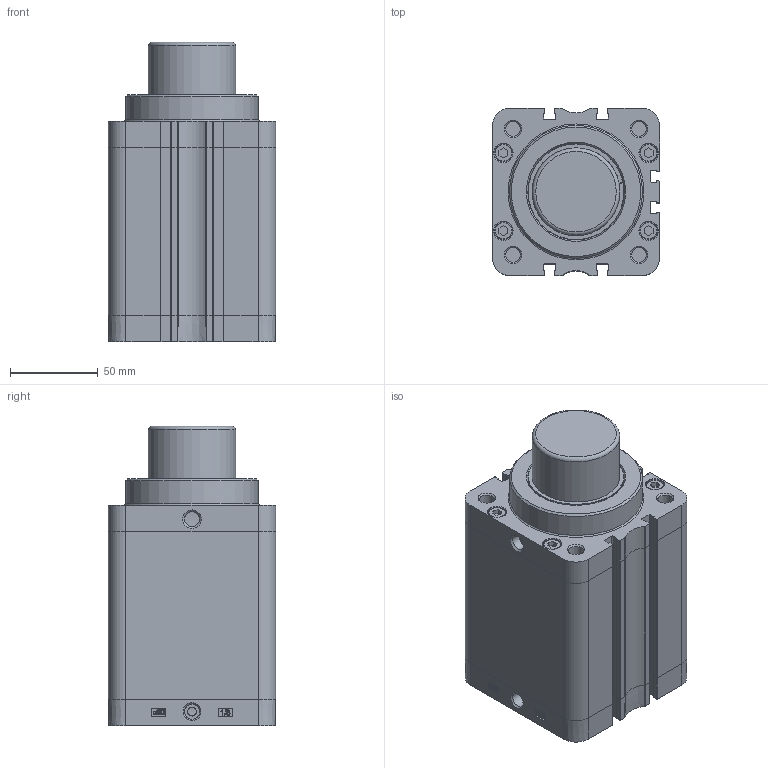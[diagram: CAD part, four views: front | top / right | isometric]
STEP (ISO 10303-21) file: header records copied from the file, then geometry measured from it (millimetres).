
FILE_DESCRIPTION (( 'STEP AP214' ), '1' );
FILE_NAME ('NYSE-080-030-280_Airtec.step', '2018-12-11T09:16:33', ( '' ), ( '' ), 'SwSTEP 2.0', 'SolidWorks 2010', '' );
FILE_SCHEMA (( 'AUTOMOTIVE_DESIGN' ));
Length unit declared in the file: millimetre
Products named in the file (3): NYSE-080-030-50_Airtec_NYSE-080-030-50_Airtec; 26-NYSE-080-030-07_Airtec_26-NYSE-080-030-07_Airtec; NYSE-080-030-280_Airtec
Assembly tree (2 placements, depth 2):
  NYSE-080-030-280_Airtec
    NYSE-080-030-50_Airtec_NYSE-080-030-50_Airtec
    26-NYSE-080-030-07_Airtec_26-NYSE-080-030-07_Airtec
Bounding box: 95.5 x 95.5 x 171 mm (x, y, z)
Volume: 780274.9 mm3; surface area: 138959.2 mm2
Topology: 2 solids, 6 shells, 666 faces, 1613 edges, 1014 vertices
Faces by surface type: plane 332, cylinder 210, bspline 65, cone 40, torus 19
Full cylindrical faces by diameter (mm): 5 x1, 6.9 x4, 8.376 x9, 8.566 x2, 9.8 x8, 10.3 x4, 10.5 x4, 12 x1, 13.5 x4, 20 x1, 50 x2, 76 x1, 80 x1
Entity records: 20344 total; most frequent: CARTESIAN_POINT 4426, ORIENTED_EDGE 2982, DIRECTION 2947, EDGE_CURVE 1491, AXIS2_PLACEMENT_3D 1026, VERTEX_POINT 986, VECTOR 895, LINE 895
